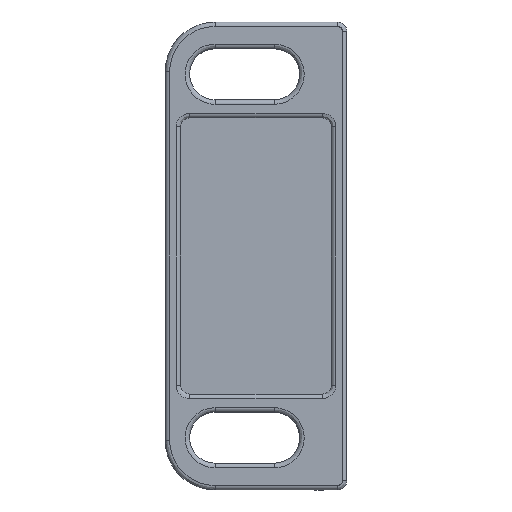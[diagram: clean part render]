
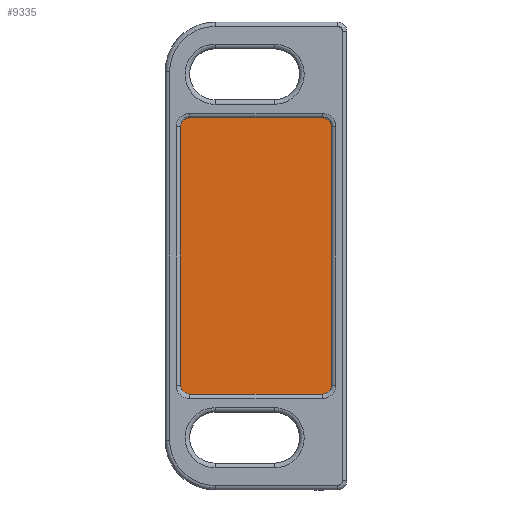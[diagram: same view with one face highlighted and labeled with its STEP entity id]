
A CAD part, front view. The second image highlights one B-rep face of the part: STEP entity #9335.
In plain terms, the highlighted planar face has unit normal (0, -1, 0).
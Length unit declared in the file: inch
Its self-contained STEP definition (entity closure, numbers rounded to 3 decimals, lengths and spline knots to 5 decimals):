
#19 = EDGE_CURVE ( 'NONE', #7621, #641, #2403, .T. ) ;
#51 = ORIENTED_EDGE ( 'NONE', *, *, #221, .F. ) ;
#221 = EDGE_CURVE ( 'NONE', #2324, #5750, #3118, .T. ) ;
#444 = AXIS2_PLACEMENT_3D ( 'NONE', #939, #5543, #2491 ) ;
#478 = EDGE_CURVE ( 'NONE', #4907, #2324, #6638, .T. ) ;
#623 = LINE ( 'NONE', #6578, #7906 ) ;
#641 = VERTEX_POINT ( 'NONE', #3568 ) ;
#799 = CARTESIAN_POINT ( 'NONE',  ( 0.32677, 0.01969, 0.59843 ) ) ;
#939 = CARTESIAN_POINT ( 'NONE',  ( 0.2874, 0.01969, -0.55906 ) ) ;
#984 = CARTESIAN_POINT ( 'NONE',  ( 0.2874, 0.01969, 0.59843 ) ) ;
#1079 = CARTESIAN_POINT ( 'NONE',  ( -0.2874, 0.01969, 0.55906 ) ) ;
#1152 = DIRECTION ( 'NONE',  ( 0., 1., 0. ) ) ;
#1251 = EDGE_CURVE ( 'NONE', #5750, #7621, #1685, .T. ) ;
#1256 = DIRECTION ( 'NONE',  ( 0., 0., 1. ) ) ;
#1540 = EDGE_CURVE ( 'NONE', #4404, #9516, #1804, .T. ) ;
#1685 = CIRCLE ( 'NONE', #4930, 0.03937 ) ;
#1704 = VECTOR ( 'NONE', #4348, 39.37008 ) ;
#1729 = EDGE_CURVE ( 'NONE', #641, #1843, #9135, .T. ) ;
#1804 = CIRCLE ( 'NONE', #8995, 0.03937 ) ;
#1843 = VERTEX_POINT ( 'NONE', #4868 ) ;
#2233 = AXIS2_PLACEMENT_3D ( 'NONE', #8770, #7307, #9413 ) ;
#2322 = DIRECTION ( 'NONE',  ( 0., 1., 0. ) ) ;
#2324 = VERTEX_POINT ( 'NONE', #3524 ) ;
#2403 = LINE ( 'NONE', #8835, #1704 ) ;
#2491 = DIRECTION ( 'NONE',  ( 0., 0., 1. ) ) ;
#3033 = CARTESIAN_POINT ( 'NONE',  ( -0.32677, 0.01969, -0.55906 ) ) ;
#3085 = DIRECTION ( 'NONE',  ( 0., 0., 1. ) ) ;
#3103 = DIRECTION ( 'NONE',  ( 1., 0., 0. ) ) ;
#3118 = LINE ( 'NONE', #799, #7578 ) ;
#3316 = DIRECTION ( 'NONE',  ( 0., 0., 1. ) ) ;
#3323 = DIRECTION ( 'NONE',  ( 0., 0., 1. ) ) ;
#3524 = CARTESIAN_POINT ( 'NONE',  ( -0.2874, 0.01969, 0.59843 ) ) ;
#3568 = CARTESIAN_POINT ( 'NONE',  ( 0.32677, 0.01969, -0.55906 ) ) ;
#3604 = EDGE_LOOP ( 'NONE', ( #5666, #8429, #4685, #5191, #8468, #6094, #51, #5622 ) ) ;
#4066 = EDGE_CURVE ( 'NONE', #9516, #4907, #7189, .T. ) ;
#4348 = DIRECTION ( 'NONE',  ( 0., 0., -1. ) ) ;
#4404 = VERTEX_POINT ( 'NONE', #5994 ) ;
#4685 = ORIENTED_EDGE ( 'NONE', *, *, #9085, .F. ) ;
#4868 = CARTESIAN_POINT ( 'NONE',  ( 0.2874, 0.01969, -0.59843 ) ) ;
#4907 = VERTEX_POINT ( 'NONE', #7217 ) ;
#4930 = AXIS2_PLACEMENT_3D ( 'NONE', #5621, #7265, #1256 ) ;
#5161 = AXIS2_PLACEMENT_3D ( 'NONE', #1079, #1152, #3316 ) ;
#5191 = ORIENTED_EDGE ( 'NONE', *, *, #1729, .F. ) ;
#5306 = CARTESIAN_POINT ( 'NONE',  ( -0.2874, 0.01969, -0.55906 ) ) ;
#5543 = DIRECTION ( 'NONE',  ( 0., 1., 0. ) ) ;
#5621 = CARTESIAN_POINT ( 'NONE',  ( 0.2874, 0.01969, 0.55906 ) ) ;
#5622 = ORIENTED_EDGE ( 'NONE', *, *, #478, .F. ) ;
#5650 = VECTOR ( 'NONE', #3323, 39.37008 ) ;
#5666 = ORIENTED_EDGE ( 'NONE', *, *, #4066, .F. ) ;
#5731 = PLANE ( 'NONE',  #2233 ) ;
#5750 = VERTEX_POINT ( 'NONE', #984 ) ;
#5994 = CARTESIAN_POINT ( 'NONE',  ( -0.2874, 0.01969, -0.59843 ) ) ;
#6094 = ORIENTED_EDGE ( 'NONE', *, *, #1251, .F. ) ;
#6578 = CARTESIAN_POINT ( 'NONE',  ( 0.32677, 0.01969, -0.59843 ) ) ;
#6631 = FACE_OUTER_BOUND ( 'NONE', #3604, .T. ) ;
#6638 = CIRCLE ( 'NONE', #5161, 0.03937 ) ;
#7069 = CARTESIAN_POINT ( 'NONE',  ( -0.32677, 0.01969, 0.52165 ) ) ;
#7189 = LINE ( 'NONE', #7069, #5650 ) ;
#7217 = CARTESIAN_POINT ( 'NONE',  ( -0.32677, 0.01969, 0.55906 ) ) ;
#7265 = DIRECTION ( 'NONE',  ( 0., 1., 0. ) ) ;
#7307 = DIRECTION ( 'NONE',  ( 0., 1., 0. ) ) ;
#7391 = CARTESIAN_POINT ( 'NONE',  ( 0.32677, 0.01969, 0.55906 ) ) ;
#7578 = VECTOR ( 'NONE', #3103, 39.37008 ) ;
#7621 = VERTEX_POINT ( 'NONE', #7391 ) ;
#7906 = VECTOR ( 'NONE', #8815, 39.37008 ) ;
#8429 = ORIENTED_EDGE ( 'NONE', *, *, #1540, .F. ) ;
#8468 = ORIENTED_EDGE ( 'NONE', *, *, #19, .F. ) ;
#8770 = CARTESIAN_POINT ( 'NONE',  ( 0., 0.01969, 0. ) ) ;
#8815 = DIRECTION ( 'NONE',  ( -1., 0., 0. ) ) ;
#8835 = CARTESIAN_POINT ( 'NONE',  ( 0.32677, 0.01969, 0.52165 ) ) ;
#8995 = AXIS2_PLACEMENT_3D ( 'NONE', #5306, #2322, #3085 ) ;
#9085 = EDGE_CURVE ( 'NONE', #1843, #4404, #623, .T. ) ;
#9135 = CIRCLE ( 'NONE', #444, 0.03937 ) ;
#9335 = ADVANCED_FACE ( 'NONE', ( #6631 ), #5731, .F. ) ;
#9413 = DIRECTION ( 'NONE',  ( 0., 0., 1. ) ) ;
#9516 = VERTEX_POINT ( 'NONE', #3033 ) ;
